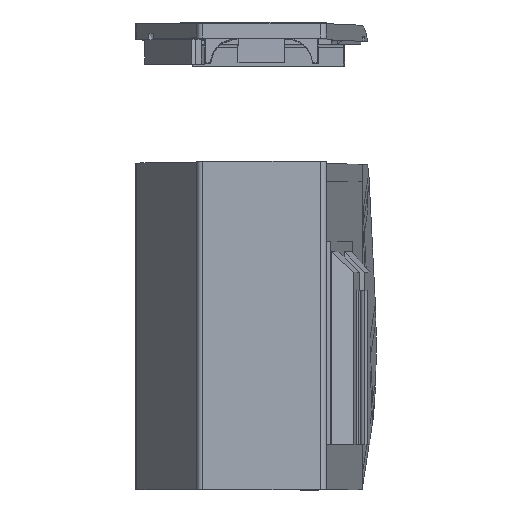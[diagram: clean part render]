
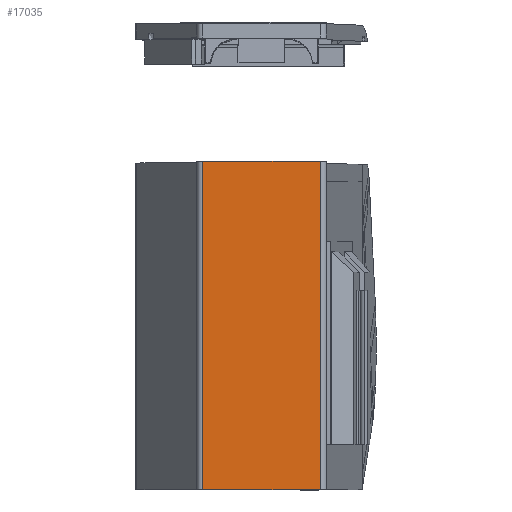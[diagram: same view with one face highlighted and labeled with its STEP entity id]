
A CAD part, front view. The second image highlights one B-rep face of the part: STEP entity #17035.
In plain terms, the highlighted planar face has unit normal (0, -1, 0).
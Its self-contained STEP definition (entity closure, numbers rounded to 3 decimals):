
#1424=FACE_OUTER_BOUND('',#2446,.T.);
#2446=EDGE_LOOP('',(#13335,#13336,#13337,#13338));
#3883=LINE('',#26524,#5824);
#3895=LINE('',#26547,#5836);
#3903=LINE('',#26562,#5844);
#3908=LINE('',#26572,#5849);
#5824=VECTOR('',#20986,10.);
#5836=VECTOR('',#21004,10.);
#5844=VECTOR('',#21016,10.);
#5849=VECTOR('',#21027,10.);
#7644=VERTEX_POINT('',#26521);
#7645=VERTEX_POINT('',#26523);
#7653=VERTEX_POINT('',#26546);
#7658=VERTEX_POINT('',#26561);
#9577=EDGE_CURVE('',#7644,#7645,#3883,.T.);
#9590=EDGE_CURVE('',#7645,#7653,#3895,.T.);
#9599=EDGE_CURVE('',#7653,#7658,#3903,.T.);
#9605=EDGE_CURVE('',#7644,#7658,#3908,.T.);
#13335=ORIENTED_EDGE('',*,*,#9577,.F.);
#13336=ORIENTED_EDGE('',*,*,#9605,.T.);
#13337=ORIENTED_EDGE('',*,*,#9599,.F.);
#13338=ORIENTED_EDGE('',*,*,#9590,.F.);
#16151=PLANE('',#18349);
#17035=ADVANCED_FACE('',(#1424),#16151,.T.);
#18349=AXIS2_PLACEMENT_3D('',#26721,#21088,#21089);
#20986=DIRECTION('',(0.,0.,1.));
#21004=DIRECTION('',(1.,0.,0.));
#21016=DIRECTION('',(0.,0.,-1.));
#21027=DIRECTION('',(1.,0.,0.));
#21088=DIRECTION('center_axis',(0.,-1.,0.));
#21089=DIRECTION('ref_axis',(0.,0.,-1.));
#26521=CARTESIAN_POINT('',(-17.8,-67.3,-2.3));
#26523=CARTESIAN_POINT('',(-17.8,-67.3,50.971));
#26524=CARTESIAN_POINT('',(-17.8,-67.3,39.4));
#26546=CARTESIAN_POINT('',(1.3,-67.3,50.964));
#26547=CARTESIAN_POINT('',(-8.241,-67.3,50.967));
#26561=CARTESIAN_POINT('',(1.3,-67.3,-2.3));
#26562=CARTESIAN_POINT('',(1.3,-67.3,11.6));
#26572=CARTESIAN_POINT('',(2.3,-67.3,-2.3));
#26721=CARTESIAN_POINT('Origin',(-8.25,-67.3,25.5));
